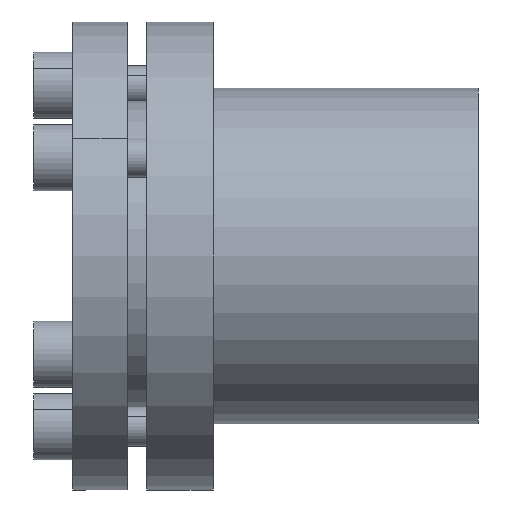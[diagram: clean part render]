
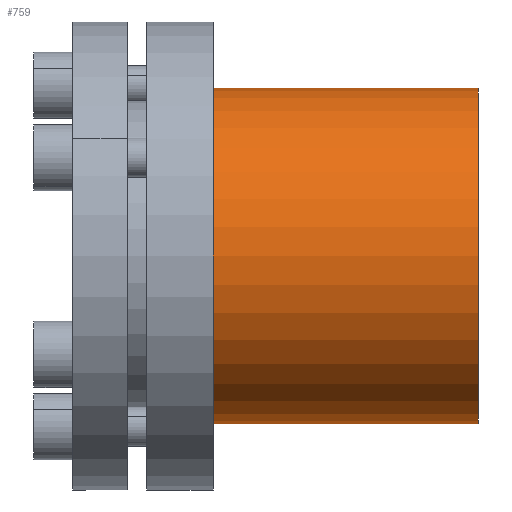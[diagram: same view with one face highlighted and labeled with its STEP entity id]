
A CAD part, left-side view. The second image highlights one B-rep face of the part: STEP entity #759.
In plain terms, the highlighted cylindrical face has radius 21.5 mm (diameter 43 mm), a partial arc.
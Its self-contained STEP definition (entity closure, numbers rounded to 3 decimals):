
#718=CARTESIAN_POINT('',(1.026,-11.0,-4.305));
#719=DIRECTION('',(0.0,-1.0,0.0));
#720=DIRECTION('',(-0.5,0.0,0.866));
#721=AXIS2_PLACEMENT_3D('',#718,#719,#720);
#722=CYLINDRICAL_SURFACE('',#721,21.5);
#723=CARTESIAN_POINT('',(-9.724,-11.0,14.314));
#724=VERTEX_POINT('',#723);
#725=CARTESIAN_POINT('',(-9.724,-45.0,14.314));
#726=VERTEX_POINT('',#725);
#727=CARTESIAN_POINT('',(-9.724,-11.0,14.314));
#728=DIRECTION('',(0.0,-1.0,0.0));
#729=VECTOR('',#728,34.0);
#730=LINE('',#727,#729);
#731=EDGE_CURVE('',#724,#726,#730,.T.);
#732=ORIENTED_EDGE('',*,*,#731,.F.);
#733=CARTESIAN_POINT('',(11.776,-11.0,-22.925));
#734=VERTEX_POINT('',#733);
#735=CARTESIAN_POINT('',(1.026,-11.0,-4.305));
#736=DIRECTION('',(0.0,1.,0.0));
#737=DIRECTION('',(-0.5,0.0,0.866));
#738=AXIS2_PLACEMENT_3D('',#735,#736,#737);
#739=CIRCLE('',#738,21.5);
#740=EDGE_CURVE('',#734,#724,#739,.T.);
#741=ORIENTED_EDGE('',*,*,#740,.F.);
#742=CARTESIAN_POINT('',(11.776,-45.0,-22.925));
#743=VERTEX_POINT('',#742);
#744=CARTESIAN_POINT('',(11.776,-45.0,-22.925));
#745=DIRECTION('',(0.0,1.0,0.0));
#746=VECTOR('',#745,34.0);
#747=LINE('',#744,#746);
#748=EDGE_CURVE('',#743,#734,#747,.T.);
#749=ORIENTED_EDGE('',*,*,#748,.F.);
#750=CARTESIAN_POINT('',(1.026,-45.0,-4.305));
#751=DIRECTION('',(0.0,1.,0.0));
#752=DIRECTION('',(0.866,0.0,0.5));
#753=AXIS2_PLACEMENT_3D('',#750,#751,#752);
#754=CIRCLE('',#753,21.5);
#755=EDGE_CURVE('',#743,#726,#754,.T.);
#756=ORIENTED_EDGE('',*,*,#755,.T.);
#757=EDGE_LOOP('',(#732,#741,#749,#756));
#758=FACE_OUTER_BOUND('',#757,.T.);
#759=ADVANCED_FACE('',(#758),#722,.T.);
